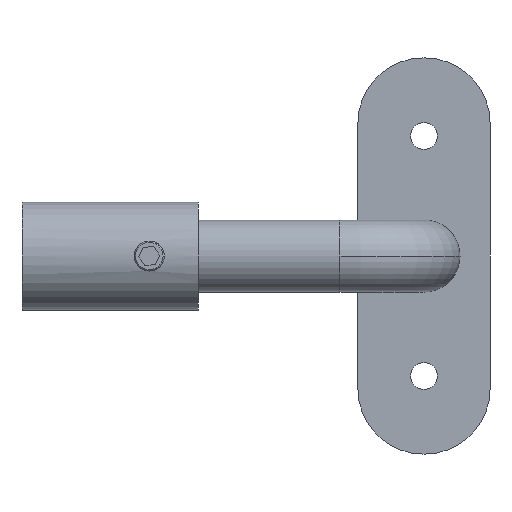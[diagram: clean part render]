
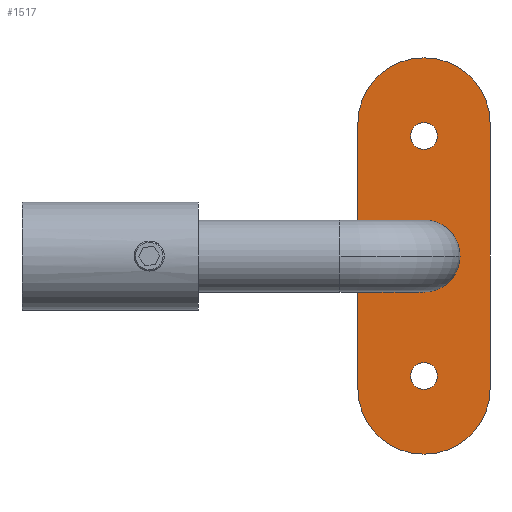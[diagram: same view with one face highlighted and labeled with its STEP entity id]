
A CAD part, front view. The second image highlights one B-rep face of the part: STEP entity #1517.
In plain terms, the highlighted planar face has unit normal (0, -1, 0).
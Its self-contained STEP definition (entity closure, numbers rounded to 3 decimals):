
#2 = EDGE_CURVE ( 'NONE', #676, #1139, #1077, .T. ) ;
#10 = EDGE_LOOP ( 'NONE', ( #762, #1334, #387, #835, #1462, #579, #291, #475 ) ) ;
#32 = DIRECTION ( 'NONE',  ( 0., 0., 1. ) ) ;
#43 = DIRECTION ( 'NONE',  ( 0., 0., 1. ) ) ;
#62 = CARTESIAN_POINT ( 'NONE',  ( 67., 59., 17.75 ) ) ;
#67 = ORIENTED_EDGE ( 'NONE', *, *, #87, .F. ) ;
#68 = CIRCLE ( 'NONE', #119, 6. ) ;
#83 = ORIENTED_EDGE ( 'NONE', *, *, #140, .T. ) ;
#86 = DIRECTION ( 'NONE',  ( 0., -1., 0. ) ) ;
#87 = EDGE_CURVE ( 'NONE', #809, #900, #68, .T. ) ;
#110 = CARTESIAN_POINT ( 'NONE',  ( 56., 59., -22.2 ) ) ;
#116 = AXIS2_PLACEMENT_3D ( 'NONE', #1186, #594, #571 ) ;
#119 = AXIS2_PLACEMENT_3D ( 'NONE', #559, #86, #1153 ) ;
#132 = DIRECTION ( 'NONE',  ( 0., 1., 0. ) ) ;
#140 = EDGE_CURVE ( 'NONE', #1254, #1111, #401, .T. ) ;
#155 = DIRECTION ( 'NONE',  ( 0., 1., 0. ) ) ;
#170 = EDGE_LOOP ( 'NONE', ( #1251, #83 ) ) ;
#172 = DIRECTION ( 'NONE',  ( 0., 0., 1. ) ) ;
#178 = CARTESIAN_POINT ( 'NONE',  ( 67.2, 59., -22.2 ) ) ;
#200 = VERTEX_POINT ( 'NONE', #628 ) ;
#208 = DIRECTION ( 'NONE',  ( 0., 1., 0. ) ) ;
#232 = DIRECTION ( 'NONE',  ( 0., 0., 1. ) ) ;
#245 = FACE_OUTER_BOUND ( 'NONE', #10, .T. ) ;
#248 = VECTOR ( 'NONE', #931, 1000. ) ;
#259 = DIRECTION ( 'NONE',  ( 0., 0., -1. ) ) ;
#275 = CIRCLE ( 'NONE', #116, 10.8 ) ;
#291 = ORIENTED_EDGE ( 'NONE', *, *, #800, .F. ) ;
#335 = FACE_BOUND ( 'NONE', #1317, .T. ) ;
#343 = CIRCLE ( 'NONE', #739, 10.8 ) ;
#387 = ORIENTED_EDGE ( 'NONE', *, *, #1356, .F. ) ;
#398 = AXIS2_PLACEMENT_3D ( 'NONE', #811, #1203, #172 ) ;
#399 = DIRECTION ( 'NONE',  ( 1., 0., 0. ) ) ;
#401 = CIRCLE ( 'NONE', #953, 2.25 ) ;
#405 = DIRECTION ( 'NONE',  ( 0., 1., 0. ) ) ;
#408 = AXIS2_PLACEMENT_3D ( 'NONE', #1295, #1053, #232 ) ;
#414 = CARTESIAN_POINT ( 'NONE',  ( 67., 59., 20. ) ) ;
#447 = ORIENTED_EDGE ( 'NONE', *, *, #1029, .F. ) ;
#448 = CARTESIAN_POINT ( 'NONE',  ( 78., 59., -22.2 ) ) ;
#475 = ORIENTED_EDGE ( 'NONE', *, *, #1492, .F. ) ;
#484 = LINE ( 'NONE', #448, #1197 ) ;
#495 = CIRCLE ( 'NONE', #574, 10.8 ) ;
#527 = ORIENTED_EDGE ( 'NONE', *, *, #2, .T. ) ;
#545 = VERTEX_POINT ( 'NONE', #597 ) ;
#550 = VERTEX_POINT ( 'NONE', #633 ) ;
#559 = CARTESIAN_POINT ( 'NONE',  ( 67., 59., 0. ) ) ;
#571 = DIRECTION ( 'NONE',  ( 0., 0., 1. ) ) ;
#574 = AXIS2_PLACEMENT_3D ( 'NONE', #1085, #132, #32 ) ;
#579 = ORIENTED_EDGE ( 'NONE', *, *, #679, .F. ) ;
#594 = DIRECTION ( 'NONE',  ( 0., 1., 0. ) ) ;
#597 = CARTESIAN_POINT ( 'NONE',  ( 78., 59., -22.2 ) ) ;
#598 = VERTEX_POINT ( 'NONE', #1136 ) ;
#622 = DIRECTION ( 'NONE',  ( 0., 1., 0. ) ) ;
#626 = DIRECTION ( 'NONE',  ( -1., 0., 0. ) ) ;
#628 = CARTESIAN_POINT ( 'NONE',  ( 67.2, 59., -33. ) ) ;
#632 = CARTESIAN_POINT ( 'NONE',  ( 66.8, 59., 33. ) ) ;
#633 = CARTESIAN_POINT ( 'NONE',  ( 78., 59., 22.2 ) ) ;
#674 = CARTESIAN_POINT ( 'NONE',  ( 67., 59., -17.75 ) ) ;
#676 = VERTEX_POINT ( 'NONE', #1380 ) ;
#679 = EDGE_CURVE ( 'NONE', #200, #1409, #1485, .T. ) ;
#687 = AXIS2_PLACEMENT_3D ( 'NONE', #976, #1104, #729 ) ;
#696 = CARTESIAN_POINT ( 'NONE',  ( 56., 59., 22.2 ) ) ;
#729 = DIRECTION ( 'NONE',  ( 0., 0., -1. ) ) ;
#739 = AXIS2_PLACEMENT_3D ( 'NONE', #178, #405, #259 ) ;
#762 = ORIENTED_EDGE ( 'NONE', *, *, #1484, .F. ) ;
#766 = AXIS2_PLACEMENT_3D ( 'NONE', #1329, #155, #43 ) ;
#768 = VECTOR ( 'NONE', #399, 1000. ) ;
#783 = EDGE_CURVE ( 'NONE', #1111, #1254, #1062, .T. ) ;
#790 = EDGE_CURVE ( 'NONE', #1139, #676, #1143, .T. ) ;
#800 = EDGE_CURVE ( 'NONE', #545, #200, #343, .T. ) ;
#805 = VERTEX_POINT ( 'NONE', #982 ) ;
#809 = VERTEX_POINT ( 'NONE', #881 ) ;
#811 = CARTESIAN_POINT ( 'NONE',  ( 67.2, 59., 22.2 ) ) ;
#829 = CARTESIAN_POINT ( 'NONE',  ( 67., 59., -6. ) ) ;
#835 = ORIENTED_EDGE ( 'NONE', *, *, #865, .F. ) ;
#841 = DIRECTION ( 'NONE',  ( 0., 1., 0. ) ) ;
#856 = ORIENTED_EDGE ( 'NONE', *, *, #790, .T. ) ;
#865 = EDGE_CURVE ( 'NONE', #598, #932, #950, .T. ) ;
#881 = CARTESIAN_POINT ( 'NONE',  ( 67., 59., 6. ) ) ;
#896 = AXIS2_PLACEMENT_3D ( 'NONE', #1435, #841, #1215 ) ;
#900 = VERTEX_POINT ( 'NONE', #829 ) ;
#917 = AXIS2_PLACEMENT_3D ( 'NONE', #414, #622, #1110 ) ;
#929 = DIRECTION ( 'NONE',  ( 0., 0., -1. ) ) ;
#931 = DIRECTION ( 'NONE',  ( 0., 0., 1. ) ) ;
#932 = VERTEX_POINT ( 'NONE', #696 ) ;
#950 = LINE ( 'NONE', #110, #248 ) ;
#953 = AXIS2_PLACEMENT_3D ( 'NONE', #1272, #208, #1518 ) ;
#976 = CARTESIAN_POINT ( 'NONE',  ( 67., 59., 0. ) ) ;
#982 = CARTESIAN_POINT ( 'NONE',  ( 67.2, 59., 33. ) ) ;
#1029 = EDGE_CURVE ( 'NONE', #900, #809, #1165, .T. ) ;
#1043 = CIRCLE ( 'NONE', #896, 10.8 ) ;
#1053 = DIRECTION ( 'NONE',  ( 0., 1., 0. ) ) ;
#1062 = CIRCLE ( 'NONE', #917, 2.25 ) ;
#1077 = CIRCLE ( 'NONE', #408, 2.25 ) ;
#1085 = CARTESIAN_POINT ( 'NONE',  ( 66.8, 59., -22.2 ) ) ;
#1093 = EDGE_CURVE ( 'NONE', #1341, #805, #1473, .T. ) ;
#1095 = CARTESIAN_POINT ( 'NONE',  ( 66.8, 59., 33. ) ) ;
#1104 = DIRECTION ( 'NONE',  ( 0., -1., 0. ) ) ;
#1110 = DIRECTION ( 'NONE',  ( 0., 0., 1. ) ) ;
#1111 = VERTEX_POINT ( 'NONE', #62 ) ;
#1136 = CARTESIAN_POINT ( 'NONE',  ( 56., 59., -22.2 ) ) ;
#1139 = VERTEX_POINT ( 'NONE', #674 ) ;
#1143 = CIRCLE ( 'NONE', #766, 2.25 ) ;
#1153 = DIRECTION ( 'NONE',  ( 0., 0., -1. ) ) ;
#1165 = CIRCLE ( 'NONE', #687, 6. ) ;
#1186 = CARTESIAN_POINT ( 'NONE',  ( 67.2, 59., 22.2 ) ) ;
#1197 = VECTOR ( 'NONE', #929, 1000. ) ;
#1203 = DIRECTION ( 'NONE',  ( 0., 1., 0. ) ) ;
#1215 = DIRECTION ( 'NONE',  ( 0., 0., 1. ) ) ;
#1251 = ORIENTED_EDGE ( 'NONE', *, *, #783, .T. ) ;
#1254 = VERTEX_POINT ( 'NONE', #1271 ) ;
#1267 = CARTESIAN_POINT ( 'NONE',  ( 66.8, 59., -33. ) ) ;
#1271 = CARTESIAN_POINT ( 'NONE',  ( 67., 59., 22.25 ) ) ;
#1272 = CARTESIAN_POINT ( 'NONE',  ( 67., 59., 20. ) ) ;
#1292 = PLANE ( 'NONE',  #398 ) ;
#1295 = CARTESIAN_POINT ( 'NONE',  ( 67., 59., -20. ) ) ;
#1299 = CARTESIAN_POINT ( 'NONE',  ( 66.8, 59., -33. ) ) ;
#1317 = EDGE_LOOP ( 'NONE', ( #527, #856 ) ) ;
#1328 = EDGE_CURVE ( 'NONE', #1409, #598, #495, .T. ) ;
#1329 = CARTESIAN_POINT ( 'NONE',  ( 67., 59., -20. ) ) ;
#1334 = ORIENTED_EDGE ( 'NONE', *, *, #1093, .F. ) ;
#1341 = VERTEX_POINT ( 'NONE', #1095 ) ;
#1356 = EDGE_CURVE ( 'NONE', #932, #1341, #1043, .T. ) ;
#1380 = CARTESIAN_POINT ( 'NONE',  ( 67., 59., -22.25 ) ) ;
#1396 = EDGE_LOOP ( 'NONE', ( #67, #447 ) ) ;
#1405 = FACE_BOUND ( 'NONE', #170, .T. ) ;
#1409 = VERTEX_POINT ( 'NONE', #1299 ) ;
#1431 = FACE_BOUND ( 'NONE', #1396, .T. ) ;
#1435 = CARTESIAN_POINT ( 'NONE',  ( 66.8, 59., 22.2 ) ) ;
#1446 = VECTOR ( 'NONE', #626, 1000. ) ;
#1462 = ORIENTED_EDGE ( 'NONE', *, *, #1328, .F. ) ;
#1473 = LINE ( 'NONE', #632, #768 ) ;
#1484 = EDGE_CURVE ( 'NONE', #805, #550, #275, .T. ) ;
#1485 = LINE ( 'NONE', #1267, #1446 ) ;
#1492 = EDGE_CURVE ( 'NONE', #550, #545, #484, .T. ) ;
#1517 = ADVANCED_FACE ( 'NONE', ( #1431, #245, #1405, #335 ), #1292, .F. ) ;
#1518 = DIRECTION ( 'NONE',  ( 0., 0., 1. ) ) ;
